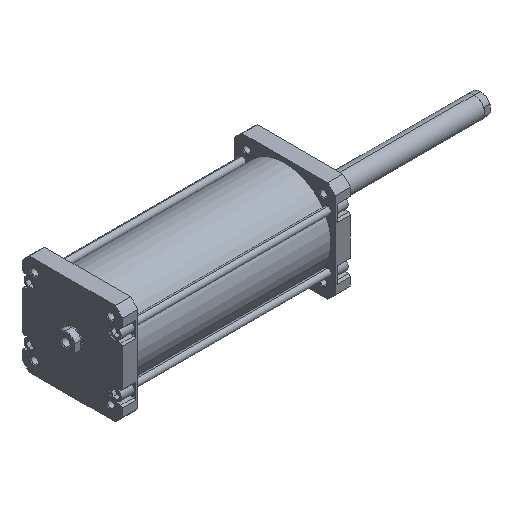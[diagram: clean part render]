
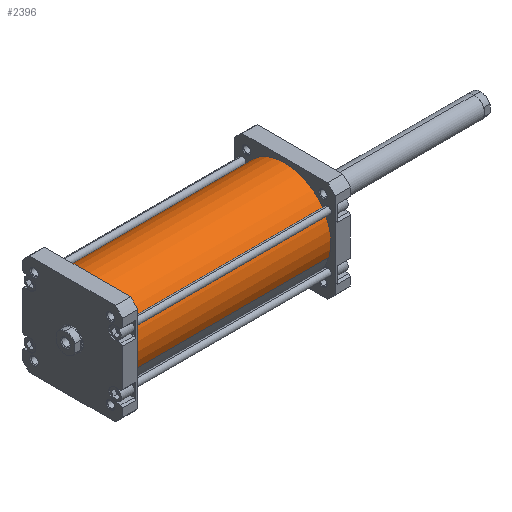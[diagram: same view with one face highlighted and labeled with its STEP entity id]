
A CAD part, isometric view. The second image highlights one B-rep face of the part: STEP entity #2396.
In plain terms, the highlighted cylindrical face has radius 66.5 mm (diameter 133 mm), a partial arc.
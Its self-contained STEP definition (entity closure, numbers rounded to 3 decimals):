
#86 = VERTEX_POINT ( 'NONE', #3976 ) ;
#154 = VERTEX_POINT ( 'NONE', #3727 ) ;
#266 = VERTEX_POINT ( 'NONE', #3777 ) ;
#283 = VERTEX_POINT ( 'NONE', #3829 ) ;
#776 = ORIENTED_EDGE ( 'NONE', *, *, #943, .F. ) ;
#941 = EDGE_CURVE ( 'NONE', #154, #283, #2004, .T. ) ;
#943 = EDGE_CURVE ( 'NONE', #266, #154, #2015, .T. ) ;
#971 = EDGE_CURVE ( 'NONE', #266, #86, #2034, .T. ) ;
#996 = EDGE_CURVE ( 'NONE', #86, #283, #2057, .T. ) ;
#1278 = AXIS2_PLACEMENT_3D ( 'NONE', #5268, #5267, #5266 ) ;
#1316 = AXIS2_PLACEMENT_3D ( 'NONE', #3456, #3521, #3520 ) ;
#1574 = AXIS2_PLACEMENT_3D ( 'NONE', #3442, #3443, #3444 ) ;
#2004 = LINE ( 'NONE', #5271, #2011 ) ;
#2011 = VECTOR ( 'NONE', #5269, 1000. ) ;
#2015 = CIRCLE ( 'NONE', #1278, 66.5 ) ;
#2034 = LINE ( 'NONE', #5219, #2035 ) ;
#2035 = VECTOR ( 'NONE', #5218, 1000. ) ;
#2057 = CIRCLE ( 'NONE', #1316, 66.5 ) ;
#2396 = ADVANCED_FACE ( 'NONE', ( #4842 ), #4841, .T. ) ;
#3442 = CARTESIAN_POINT ( 'NONE',  ( 0., 0., 284. ) ) ;
#3443 = DIRECTION ( 'NONE',  ( 0., 0., -1. ) ) ;
#3444 = DIRECTION ( 'NONE',  ( -1., 0., 0. ) ) ;
#3456 = CARTESIAN_POINT ( 'NONE',  ( 0., 0., 0. ) ) ;
#3520 = DIRECTION ( 'NONE',  ( 1., 0., 0. ) ) ;
#3521 = DIRECTION ( 'NONE',  ( 0., 0., 1. ) ) ;
#3727 = CARTESIAN_POINT ( 'NONE',  ( 66.5, 0., 284. ) ) ;
#3777 = CARTESIAN_POINT ( 'NONE',  ( -66.5, 0., 284. ) ) ;
#3829 = CARTESIAN_POINT ( 'NONE',  ( 66.5, 0., 0. ) ) ;
#3976 = CARTESIAN_POINT ( 'NONE',  ( -66.5, 0., 0. ) ) ;
#4171 = EDGE_LOOP ( 'NONE', ( #5538, #776, #4501, #4579 ) ) ;
#4501 = ORIENTED_EDGE ( 'NONE', *, *, #971, .T. ) ;
#4579 = ORIENTED_EDGE ( 'NONE', *, *, #996, .T. ) ;
#4841 = CYLINDRICAL_SURFACE ( 'NONE', #1574, 66.5 ) ;
#4842 = FACE_OUTER_BOUND ( 'NONE', #4171, .T. ) ;
#5218 = DIRECTION ( 'NONE',  ( 0., 0., -1. ) ) ;
#5219 = CARTESIAN_POINT ( 'NONE',  ( -66.5, 0., 284. ) ) ;
#5266 = DIRECTION ( 'NONE',  ( 1., 0., 0. ) ) ;
#5267 = DIRECTION ( 'NONE',  ( 0., 0., 1. ) ) ;
#5268 = CARTESIAN_POINT ( 'NONE',  ( 0., 0., 284. ) ) ;
#5269 = DIRECTION ( 'NONE',  ( 0., 0., -1. ) ) ;
#5271 = CARTESIAN_POINT ( 'NONE',  ( 66.5, 0., 284. ) ) ;
#5538 = ORIENTED_EDGE ( 'NONE', *, *, #941, .F. ) ;
